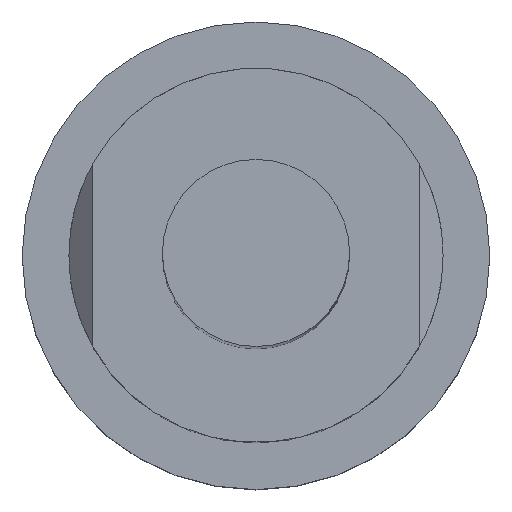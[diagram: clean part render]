
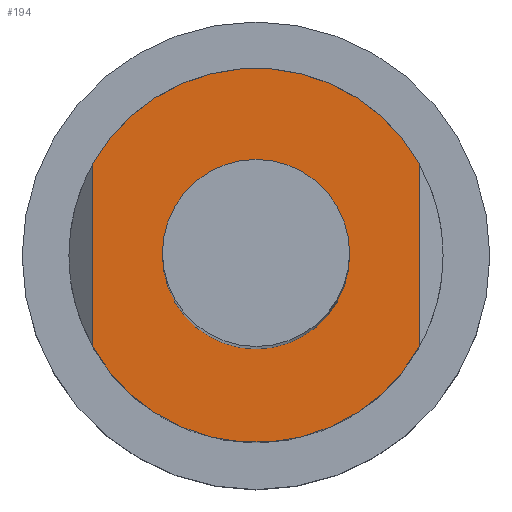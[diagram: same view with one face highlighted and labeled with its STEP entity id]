
A CAD part, top view. The second image highlights one B-rep face of the part: STEP entity #194.
In plain terms, the highlighted planar face has unit normal (0, 0, 1).
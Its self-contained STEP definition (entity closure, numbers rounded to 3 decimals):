
#8 = EDGE_LOOP ( 'NONE', ( #682, #538, #193, #442 ) ) ;
#16 = AXIS2_PLACEMENT_3D ( 'NONE', #250, #20, #498 ) ;
#20 = DIRECTION ( 'NONE',  ( 0., 0., 1. ) ) ;
#30 = CARTESIAN_POINT ( 'NONE',  ( 0., 10., -150. ) ) ;
#33 = VERTEX_POINT ( 'NONE', #327 ) ;
#66 = CIRCLE ( 'NONE', #336, 20. ) ;
#89 = DIRECTION ( 'NONE',  ( -1., 0., 0. ) ) ;
#97 = CARTESIAN_POINT ( 'NONE',  ( 0., 0., -150. ) ) ;
#123 = VERTEX_POINT ( 'NONE', #345 ) ;
#141 = DIRECTION ( 'NONE',  ( 0., 0., -1. ) ) ;
#148 = CIRCLE ( 'NONE', #623, 10. ) ;
#151 = DIRECTION ( 'NONE',  ( 0., 0., 1. ) ) ;
#165 = CARTESIAN_POINT ( 'NONE',  ( 0., 0., -150. ) ) ;
#179 = CARTESIAN_POINT ( 'NONE',  ( -17.45, 9.772, -150. ) ) ;
#193 = ORIENTED_EDGE ( 'NONE', *, *, #745, .T. ) ;
#194 = ADVANCED_FACE ( 'NONE', ( #328, #721 ), #708, .F. ) ;
#201 = LINE ( 'NONE', #310, #349 ) ;
#204 = EDGE_CURVE ( 'NONE', #33, #772, #66, .T. ) ;
#220 = DIRECTION ( 'NONE',  ( 0., 1., 0. ) ) ;
#227 = VERTEX_POINT ( 'NONE', #273 ) ;
#250 = CARTESIAN_POINT ( 'NONE',  ( 0., 0., -150. ) ) ;
#251 = DIRECTION ( 'NONE',  ( 1., 0., 0. ) ) ;
#273 = CARTESIAN_POINT ( 'NONE',  ( 17.45, -9.772, -150. ) ) ;
#310 = CARTESIAN_POINT ( 'NONE',  ( -17.45, -25., -150. ) ) ;
#316 = DIRECTION ( 'NONE',  ( 0., 1., 0. ) ) ;
#327 = CARTESIAN_POINT ( 'NONE',  ( 17.45, 9.772, -150. ) ) ;
#328 = FACE_BOUND ( 'NONE', #592, .T. ) ;
#333 = CIRCLE ( 'NONE', #484, 20. ) ;
#336 = AXIS2_PLACEMENT_3D ( 'NONE', #97, #151, #769 ) ;
#338 = VERTEX_POINT ( 'NONE', #599 ) ;
#345 = CARTESIAN_POINT ( 'NONE',  ( -10., 0., -150. ) ) ;
#349 = VECTOR ( 'NONE', #316, 1000. ) ;
#370 = EDGE_CURVE ( 'NONE', #338, #123, #148, .T. ) ;
#377 = VERTEX_POINT ( 'NONE', #733 ) ;
#380 = ORIENTED_EDGE ( 'NONE', *, *, #370, .F. ) ;
#386 = VECTOR ( 'NONE', #220, 1000. ) ;
#431 = LINE ( 'NONE', #670, #386 ) ;
#436 = EDGE_CURVE ( 'NONE', #227, #33, #431, .T. ) ;
#442 = ORIENTED_EDGE ( 'NONE', *, *, #436, .T. ) ;
#457 = ORIENTED_EDGE ( 'NONE', *, *, #556, .F. ) ;
#484 = AXIS2_PLACEMENT_3D ( 'NONE', #566, #630, #251 ) ;
#490 = DIRECTION ( 'NONE',  ( 1., 0., 0. ) ) ;
#498 = DIRECTION ( 'NONE',  ( 1., 0., 0. ) ) ;
#538 = ORIENTED_EDGE ( 'NONE', *, *, #718, .F. ) ;
#556 = EDGE_CURVE ( 'NONE', #123, #338, #642, .T. ) ;
#566 = CARTESIAN_POINT ( 'NONE',  ( 0., 0., -150. ) ) ;
#592 = EDGE_LOOP ( 'NONE', ( #380, #457 ) ) ;
#597 = AXIS2_PLACEMENT_3D ( 'NONE', #30, #141, #89 ) ;
#599 = CARTESIAN_POINT ( 'NONE',  ( 10., 0., -150. ) ) ;
#623 = AXIS2_PLACEMENT_3D ( 'NONE', #165, #667, #490 ) ;
#630 = DIRECTION ( 'NONE',  ( 0., 0., 1. ) ) ;
#642 = CIRCLE ( 'NONE', #16, 10. ) ;
#667 = DIRECTION ( 'NONE',  ( 0., 0., 1. ) ) ;
#670 = CARTESIAN_POINT ( 'NONE',  ( 17.45, -25., -150. ) ) ;
#682 = ORIENTED_EDGE ( 'NONE', *, *, #204, .T. ) ;
#708 = PLANE ( 'NONE',  #597 ) ;
#718 = EDGE_CURVE ( 'NONE', #377, #772, #201, .T. ) ;
#721 = FACE_OUTER_BOUND ( 'NONE', #8, .T. ) ;
#733 = CARTESIAN_POINT ( 'NONE',  ( -17.45, -9.772, -150. ) ) ;
#745 = EDGE_CURVE ( 'NONE', #377, #227, #333, .T. ) ;
#769 = DIRECTION ( 'NONE',  ( 1., 0., 0. ) ) ;
#772 = VERTEX_POINT ( 'NONE', #179 ) ;
